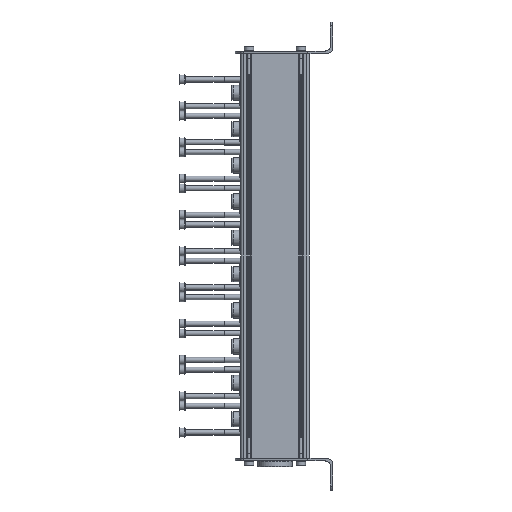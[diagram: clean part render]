
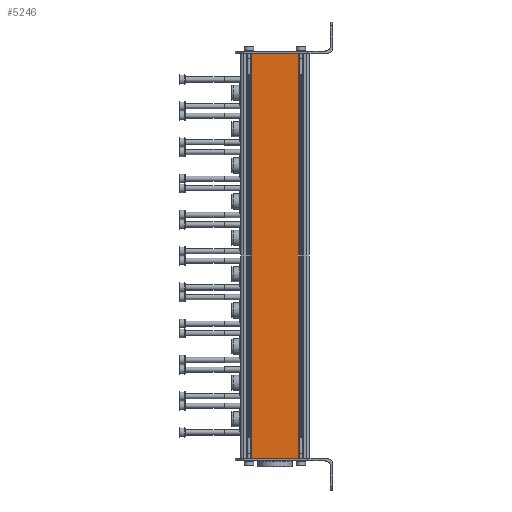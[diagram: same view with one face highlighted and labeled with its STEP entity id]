
A CAD part, left-side view. The second image highlights one B-rep face of the part: STEP entity #5246.
In plain terms, the highlighted planar face has unit normal (-1, 0, 0).
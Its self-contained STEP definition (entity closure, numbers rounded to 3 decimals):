
#414=LINE('',#8681,#738);
#415=LINE('',#8683,#739);
#416=LINE('',#8685,#740);
#417=LINE('',#8687,#741);
#738=VECTOR('',#6757,1000.);
#739=VECTOR('',#6760,1000.);
#740=VECTOR('',#6761,1000.);
#741=VECTOR('',#6762,1000.);
#966=PLANE('',#5754);
#1700=ORIENTED_EDGE('',*,*,#2999,.F.);
#1701=ORIENTED_EDGE('',*,*,#2998,.F.);
#1702=ORIENTED_EDGE('',*,*,#3000,.T.);
#1703=ORIENTED_EDGE('',*,*,#3001,.T.);
#2998=EDGE_CURVE('',#3615,#3614,#414,.T.);
#2999=EDGE_CURVE('',#3614,#3616,#415,.T.);
#3000=EDGE_CURVE('',#3615,#3617,#416,.T.);
#3001=EDGE_CURVE('',#3617,#3616,#417,.T.);
#3614=VERTEX_POINT('',#8678);
#3615=VERTEX_POINT('',#8680);
#3616=VERTEX_POINT('',#8684);
#3617=VERTEX_POINT('',#8686);
#4101=EDGE_LOOP('',(#1700,#1701,#1702,#1703));
#4615=FACE_BOUND('',#4101,.T.);
#5246=ADVANCED_FACE('',(#4615),#966,.T.);
#5754=AXIS2_PLACEMENT_3D('',#8682,#6758,#6759);
#6757=DIRECTION('',(0.,0.,1.));
#6758=DIRECTION('',(-1.,0.,0.));
#6759=DIRECTION('',(0.,0.,1.));
#6760=DIRECTION('',(0.,-1.,0.));
#6761=DIRECTION('',(0.,-1.,0.));
#6762=DIRECTION('',(0.,0.,1.));
#8678=CARTESIAN_POINT('',(-14.35,17.679,0.));
#8680=CARTESIAN_POINT('',(-14.35,17.679,-307.));
#8681=CARTESIAN_POINT('',(-14.35,17.679,-307.));
#8682=CARTESIAN_POINT('',(-14.35,17.679,-307.));
#8683=CARTESIAN_POINT('',(-14.35,17.679,0.));
#8684=CARTESIAN_POINT('',(-14.35,-17.679,0.));
#8685=CARTESIAN_POINT('',(-14.35,17.679,-307.));
#8686=CARTESIAN_POINT('',(-14.35,-17.679,-307.));
#8687=CARTESIAN_POINT('',(-14.35,-17.679,-307.));
